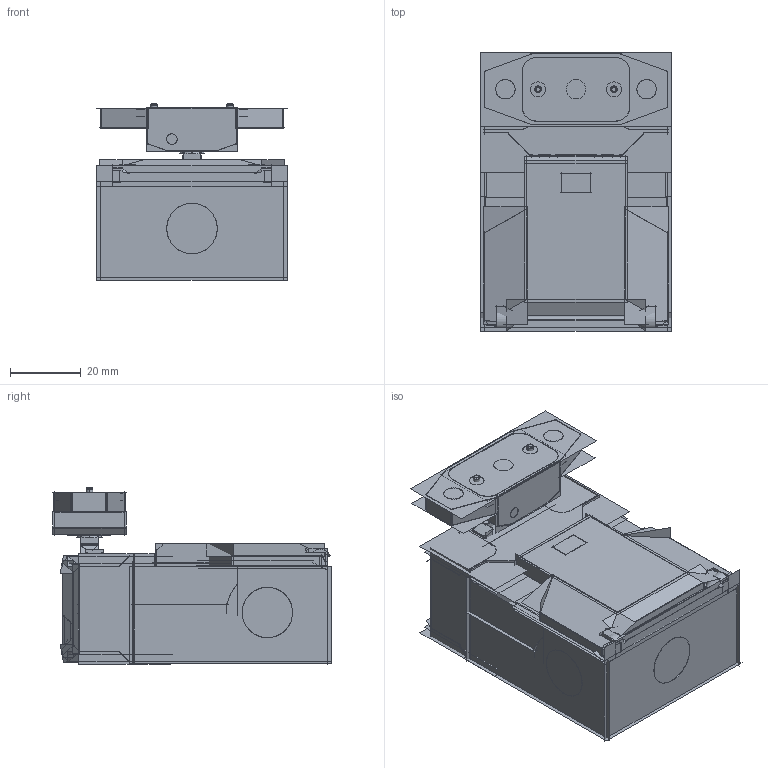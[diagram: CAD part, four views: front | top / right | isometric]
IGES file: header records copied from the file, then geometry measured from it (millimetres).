
Start section:  PTC IGES file: 192588.igs
Global section: file name: 192588.igs; native system: Creo Parametric by Parametric Technology Corporation; preprocessor: 2013230; author: pdmadmin; organization: Unknown; date: 20160127.153426; units: millimetre
Bounding box: 54.08 x 78.9 x 49.92 mm (x, y, z)
Volume: 95909.6 mm3; surface area: 264493.7 mm2
Topology: 9 solids, 10 shells, 1470 faces, 8209 edges, 10729 vertices
Faces by surface type: bspline 1058, revolution 412
